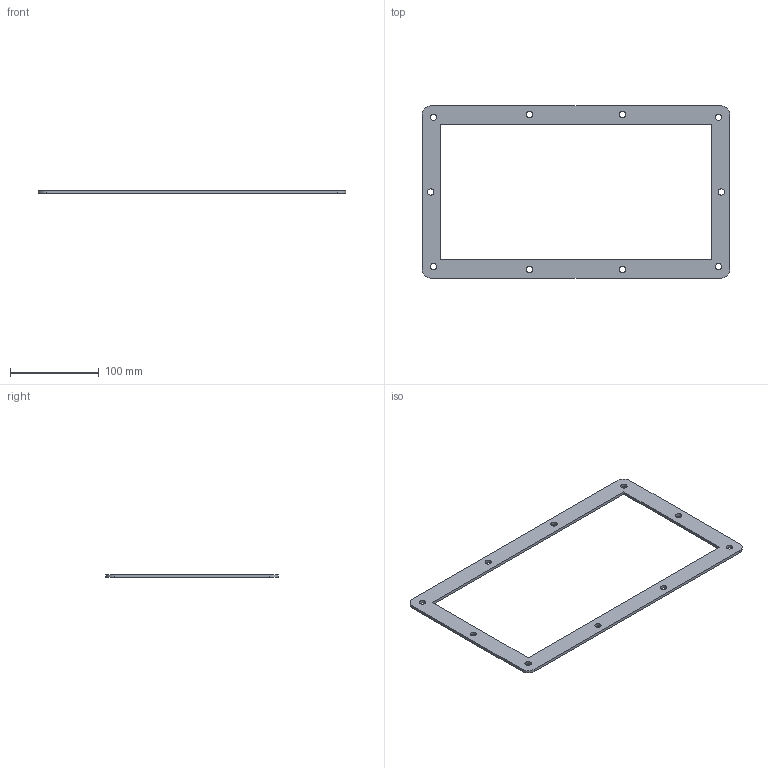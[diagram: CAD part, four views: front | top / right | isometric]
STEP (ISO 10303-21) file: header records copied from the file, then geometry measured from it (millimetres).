
FILE_DESCRIPTION(/* description */ ('LJW, WIREWAY FITTING, BOX CONNECTOR, CS, 12X6'),/* implementation_level */ '2;1');
FILE_NAME(/* name */ 'LJWA126.stp',/* time_stamp */ '2017-03-17T18:32:29+05:00',/* author */ ('mgunasekar'),/* organization */ (''),/* preprocessor_version */ 'ST-DEVELOPER v16.1',/* originating_system */ 'Autodesk Inventor 2016',/* authorisation */ '');
FILE_SCHEMA (('AUTOMOTIVE_DESIGN { 1 0 10303 214 3 1 1 }'));
Length unit declared in the file: inch
Products named in the file (1): LJWA126
Bounding box: 346.07 x 193.68 x 3.17 mm (x, y, z)
Volume: 63804.4 mm3; surface area: 47183 mm2
Topology: 1 solids, 1 shells, 24 faces, 66 edges, 44 vertices
Faces by surface type: cylinder 14, plane 10
Full cylindrical faces by diameter (mm): 7.144 x10
Entity records: 822 total; most frequent: DIRECTION 134, CARTESIAN_POINT 125, ORIENTED_EDGE 112, EDGE_LOOP 56, EDGE_CURVE 56, AXIS2_PLACEMENT_3D 53, VERTEX_POINT 44, FACE_BOUND 32
